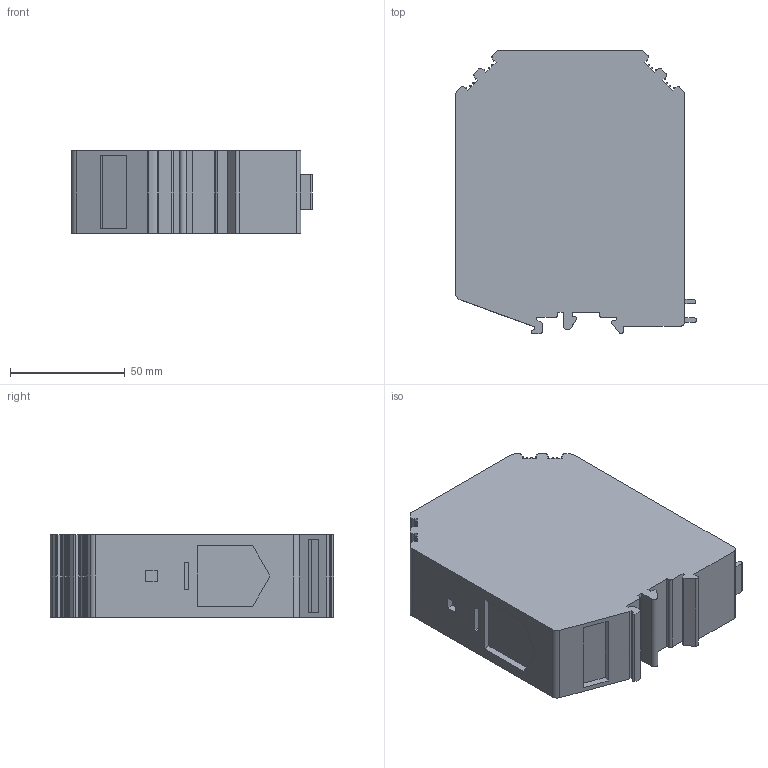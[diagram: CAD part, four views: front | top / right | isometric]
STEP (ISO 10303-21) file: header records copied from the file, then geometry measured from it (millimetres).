
FILE_DESCRIPTION(('OneSpaceDesigner STEP Export'),'2;1');
FILE_NAME('3010217_ukh240_select.stp','2004-12-15T 7:24:22',(''),(''),'OneSpace Designer STEP processor (Jan. 2003) for AP203(Solid Model)','OneSpace Designer 12.01C 26-Mar-2004 (C) CoCreate Software GmbH','');
FILE_SCHEMA(('CONFIG_CONTROL_DESIGN'));
Length unit declared in the file: millimetre
Products named in the file (2): 3010217_ukh240_select
Assembly tree (1 placements, depth 2):
  3010217_ukh240_select
    3010217_ukh240_select
Bounding box: 105.05 x 123.6 x 36 mm (x, y, z)
Volume: 400608.2 mm3; surface area: 41887.4 mm2
Topology: 1 solids, 1 shells, 206 faces, 579 edges, 386 vertices
Faces by surface type: plane 135, cylinder 71
Entity records: 6606 total; most frequent: ORIENTED_EDGE 1158, CARTESIAN_POINT 1101, DIRECTION 996, EDGE_CURVE 579, VECTOR 434, LINE 434, VERTEX_POINT 386, AXIS2_PLACEMENT_3D 281
